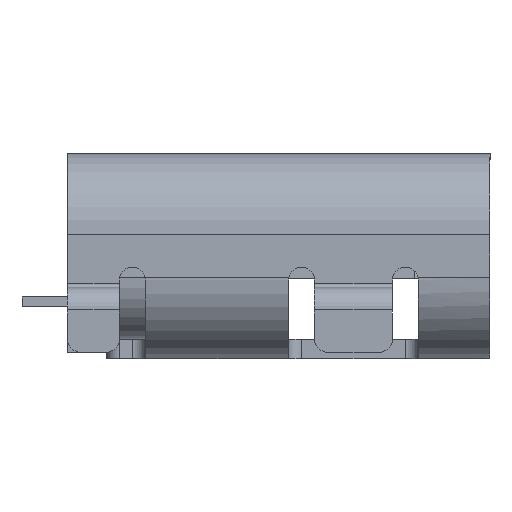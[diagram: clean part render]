
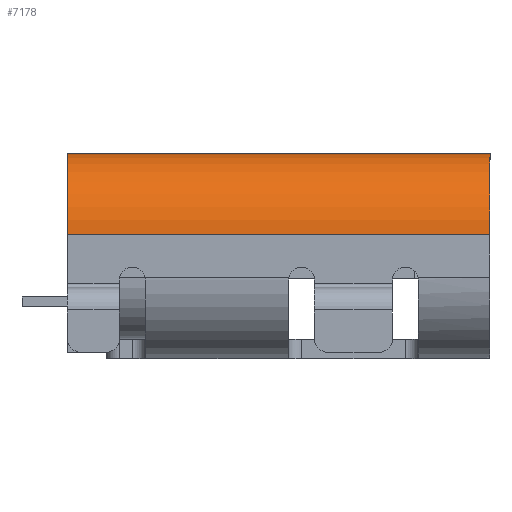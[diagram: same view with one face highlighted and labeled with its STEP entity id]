
A CAD part, left-side view. The second image highlights one B-rep face of the part: STEP entity #7178.
In plain terms, the highlighted cylindrical face has radius 1.25 mm (diameter 2.5 mm), a partial arc.
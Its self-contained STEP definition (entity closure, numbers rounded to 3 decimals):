
#33 = CIRCLE ( 'NONE', #11981, 1.25 ) ;
#1199 = ORIENTED_EDGE ( 'NONE', *, *, #15013, .T. ) ;
#2445 = CARTESIAN_POINT ( 'NONE',  ( -4.47, -3.25, 0.33 ) ) ;
#2638 = DIRECTION ( 'NONE',  ( 0., 1., 0. ) ) ;
#2685 = ORIENTED_EDGE ( 'NONE', *, *, #2895, .T. ) ;
#2895 = EDGE_CURVE ( 'NONE', #20305, #20898, #5575, .T. ) ;
#3185 = EDGE_CURVE ( 'NONE', #14343, #20898, #19501, .T. ) ;
#3911 = ORIENTED_EDGE ( 'NONE', *, *, #3185, .F. ) ;
#4348 = CARTESIAN_POINT ( 'NONE',  ( -3.22, 3.25, 1.58 ) ) ;
#5516 = CARTESIAN_POINT ( 'NONE',  ( -3.22, 3.25, 0.33 ) ) ;
#5575 = CIRCLE ( 'NONE', #14737, 1.25 ) ;
#6019 = VECTOR ( 'NONE', #16361, 1000. ) ;
#6048 = CARTESIAN_POINT ( 'NONE',  ( -3.22, 3.25, 0.33 ) ) ;
#7178 = ADVANCED_FACE ( 'NONE', ( #13689 ), #18989, .T. ) ;
#7810 = CARTESIAN_POINT ( 'NONE',  ( -3.22, -3.25, 0.33 ) ) ;
#8012 = DIRECTION ( 'NONE',  ( 0., 1., 0. ) ) ;
#8515 = DIRECTION ( 'NONE',  ( -1., 0., 0. ) ) ;
#9554 = DIRECTION ( 'NONE',  ( -1., 0., 0. ) ) ;
#11079 = DIRECTION ( 'NONE',  ( 0., -1., 0. ) ) ;
#11981 = AXIS2_PLACEMENT_3D ( 'NONE', #6048, #2638, #12783 ) ;
#12252 = DIRECTION ( 'NONE',  ( 0., -1., 0. ) ) ;
#12347 = ORIENTED_EDGE ( 'NONE', *, *, #17441, .F. ) ;
#12783 = DIRECTION ( 'NONE',  ( -1., 0., 0. ) ) ;
#13689 = FACE_OUTER_BOUND ( 'NONE', #20683, .T. ) ;
#14343 = VERTEX_POINT ( 'NONE', #21399 ) ;
#14420 = VECTOR ( 'NONE', #11079, 1000. ) ;
#14737 = AXIS2_PLACEMENT_3D ( 'NONE', #7810, #8012, #9554 ) ;
#15013 = EDGE_CURVE ( 'NONE', #19066, #20305, #21725, .T. ) ;
#16361 = DIRECTION ( 'NONE',  ( 0., -1., 0. ) ) ;
#17441 = EDGE_CURVE ( 'NONE', #19066, #14343, #33, .T. ) ;
#17818 = CARTESIAN_POINT ( 'NONE',  ( -3.22, -3.25, 1.58 ) ) ;
#18144 = AXIS2_PLACEMENT_3D ( 'NONE', #5516, #12252, #8515 ) ;
#18989 = CYLINDRICAL_SURFACE ( 'NONE', #18144, 1.25 ) ;
#19066 = VERTEX_POINT ( 'NONE', #21152 ) ;
#19501 = LINE ( 'NONE', #4348, #14420 ) ;
#20183 = CARTESIAN_POINT ( 'NONE',  ( -4.47, 3.25, 0.33 ) ) ;
#20305 = VERTEX_POINT ( 'NONE', #2445 ) ;
#20683 = EDGE_LOOP ( 'NONE', ( #2685, #3911, #12347, #1199 ) ) ;
#20898 = VERTEX_POINT ( 'NONE', #17818 ) ;
#21152 = CARTESIAN_POINT ( 'NONE',  ( -4.47, 3.25, 0.33 ) ) ;
#21399 = CARTESIAN_POINT ( 'NONE',  ( -3.22, 3.25, 1.58 ) ) ;
#21725 = LINE ( 'NONE', #20183, #6019 ) ;
